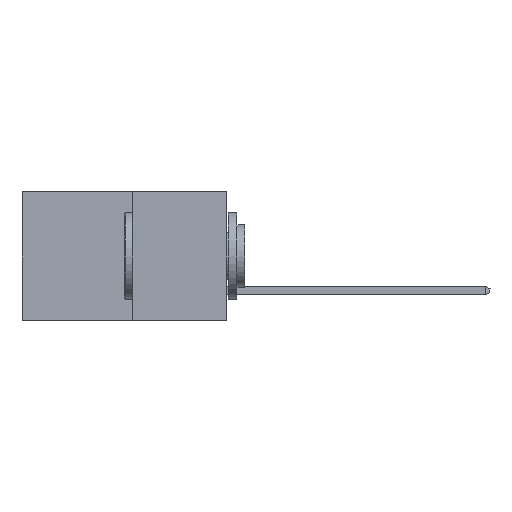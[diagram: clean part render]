
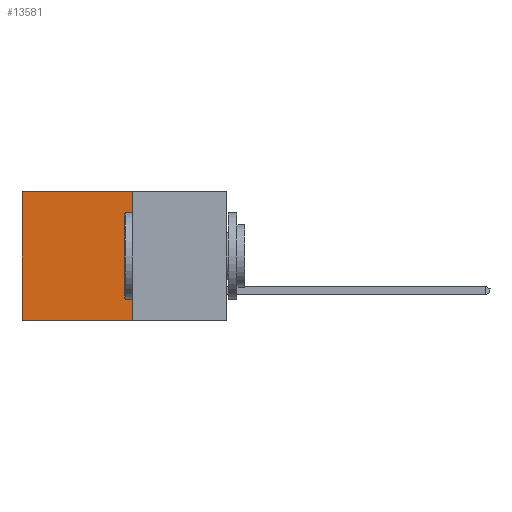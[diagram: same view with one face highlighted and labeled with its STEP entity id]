
A CAD part, left-side view. The second image highlights one B-rep face of the part: STEP entity #13581.
In plain terms, the highlighted planar face has unit normal (-1, 0, 0).
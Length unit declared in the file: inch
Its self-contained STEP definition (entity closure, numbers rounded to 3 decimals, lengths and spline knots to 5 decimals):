
#360 = DIRECTION ( 'NONE',  ( 0., 1., 0. ) ) ;
#878 = VERTEX_POINT ( 'NONE', #2399 ) ;
#966 = VECTOR ( 'NONE', #14265, 39.37008 ) ;
#1138 = CARTESIAN_POINT ( 'NONE',  ( 0.277, 0.27, 0. ) ) ;
#1343 = EDGE_CURVE ( 'NONE', #1511, #878, #7304, .T. ) ;
#1440 = CARTESIAN_POINT ( 'NONE',  ( 0.277, 0.59, -0.37 ) ) ;
#1511 = VERTEX_POINT ( 'NONE', #1138 ) ;
#1698 = VERTEX_POINT ( 'NONE', #1440 ) ;
#2128 = DIRECTION ( 'NONE',  ( 0., 0., -1. ) ) ;
#2399 = CARTESIAN_POINT ( 'NONE',  ( 0.277, 0.59, 0. ) ) ;
#2634 = ORIENTED_EDGE ( 'NONE', *, *, #11863, .F. ) ;
#2650 = EDGE_CURVE ( 'NONE', #1511, #8778, #11988, .T. ) ;
#4342 = CARTESIAN_POINT ( 'NONE',  ( 0.277, 0.27, -0.37 ) ) ;
#5540 = ORIENTED_EDGE ( 'NONE', *, *, #9910, .T. ) ;
#6476 = VECTOR ( 'NONE', #360, 39.37008 ) ;
#7304 = LINE ( 'NONE', #13774, #6476 ) ;
#8206 = CARTESIAN_POINT ( 'NONE',  ( 0.277, 0.59, -0.37 ) ) ;
#8778 = VERTEX_POINT ( 'NONE', #11471 ) ;
#9385 = FACE_OUTER_BOUND ( 'NONE', #12830, .T. ) ;
#9865 = PLANE ( 'NONE',  #12491 ) ;
#9910 = EDGE_CURVE ( 'NONE', #878, #1698, #16120, .T. ) ;
#9920 = DIRECTION ( 'NONE',  ( 1., 0., 0. ) ) ;
#11099 = CARTESIAN_POINT ( 'NONE',  ( 0.277, 0.27, -0.37 ) ) ;
#11358 = LINE ( 'NONE', #4342, #966 ) ;
#11471 = CARTESIAN_POINT ( 'NONE',  ( 0.277, 0.27, -0.37 ) ) ;
#11853 = DIRECTION ( 'NONE',  ( 0., 0., -1. ) ) ;
#11863 = EDGE_CURVE ( 'NONE', #8778, #1698, #11358, .T. ) ;
#11988 = LINE ( 'NONE', #14941, #14813 ) ;
#12491 = AXIS2_PLACEMENT_3D ( 'NONE', #11099, #9920, #2128 ) ;
#12531 = VECTOR ( 'NONE', #11853, 39.37008 ) ;
#12830 = EDGE_LOOP ( 'NONE', ( #5540, #2634, #13801, #12907 ) ) ;
#12907 = ORIENTED_EDGE ( 'NONE', *, *, #1343, .T. ) ;
#13581 = ADVANCED_FACE ( 'NONE', ( #9385 ), #9865, .F. ) ;
#13774 = CARTESIAN_POINT ( 'NONE',  ( 0.277, 0.27, 0. ) ) ;
#13801 = ORIENTED_EDGE ( 'NONE', *, *, #2650, .F. ) ;
#14265 = DIRECTION ( 'NONE',  ( 0., 1., 0. ) ) ;
#14371 = DIRECTION ( 'NONE',  ( 0., 0., -1. ) ) ;
#14813 = VECTOR ( 'NONE', #14371, 39.37008 ) ;
#14941 = CARTESIAN_POINT ( 'NONE',  ( 0.277, 0.27, -0.37 ) ) ;
#16120 = LINE ( 'NONE', #8206, #12531 ) ;
